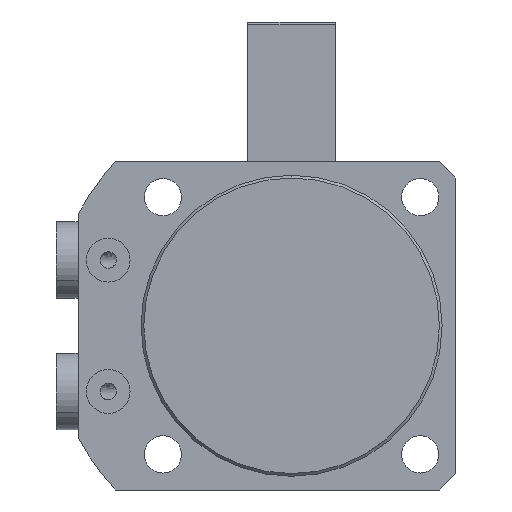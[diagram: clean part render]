
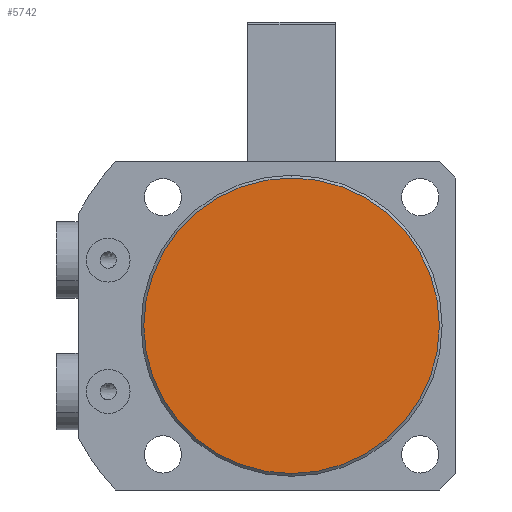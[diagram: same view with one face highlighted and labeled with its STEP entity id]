
A CAD part, front view. The second image highlights one B-rep face of the part: STEP entity #5742.
In plain terms, the highlighted planar face has unit normal (0, -1, 0).
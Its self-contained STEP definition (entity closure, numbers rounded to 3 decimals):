
#23 = CARTESIAN_POINT ( 'NONE',  ( 0., 0., -27. ) ) ;
#150 = EDGE_LOOP ( 'NONE', ( #5563, #6823 ) ) ;
#569 = CIRCLE ( 'NONE', #7331, 27. ) ;
#598 = AXIS2_PLACEMENT_3D ( 'NONE', #8567, #8503, #8477 ) ;
#1688 = FACE_OUTER_BOUND ( 'NONE', #150, .T. ) ;
#1719 = EDGE_CURVE ( 'NONE', #7101, #7001, #8191, .T. ) ;
#2840 = CARTESIAN_POINT ( 'NONE',  ( 0., 0., 27. ) ) ;
#5235 = AXIS2_PLACEMENT_3D ( 'NONE', #8608, #7482, #7491 ) ;
#5563 = ORIENTED_EDGE ( 'NONE', *, *, #7991, .T. ) ;
#5742 = ADVANCED_FACE ( 'NONE', ( #1688 ), #8665, .T. ) ;
#6823 = ORIENTED_EDGE ( 'NONE', *, *, #1719, .T. ) ;
#7001 = VERTEX_POINT ( 'NONE', #2840 ) ;
#7101 = VERTEX_POINT ( 'NONE', #23 ) ;
#7331 = AXIS2_PLACEMENT_3D ( 'NONE', #8039, #8027, #8018 ) ;
#7482 = DIRECTION ( 'NONE',  ( 0., -1., 0. ) ) ;
#7491 = DIRECTION ( 'NONE',  ( 0., 0., -1. ) ) ;
#7991 = EDGE_CURVE ( 'NONE', #7001, #7101, #569, .T. ) ;
#8018 = DIRECTION ( 'NONE',  ( 0., 0., -1. ) ) ;
#8027 = DIRECTION ( 'NONE',  ( 0., -1., 0. ) ) ;
#8039 = CARTESIAN_POINT ( 'NONE',  ( 0., 0., 0. ) ) ;
#8191 = CIRCLE ( 'NONE', #5235, 27. ) ;
#8477 = DIRECTION ( 'NONE',  ( 0., 0., -1. ) ) ;
#8503 = DIRECTION ( 'NONE',  ( 0., -1., 0. ) ) ;
#8567 = CARTESIAN_POINT ( 'NONE',  ( 22., 0., 0. ) ) ;
#8608 = CARTESIAN_POINT ( 'NONE',  ( 0., 0., 0. ) ) ;
#8665 = PLANE ( 'NONE',  #598 ) ;
